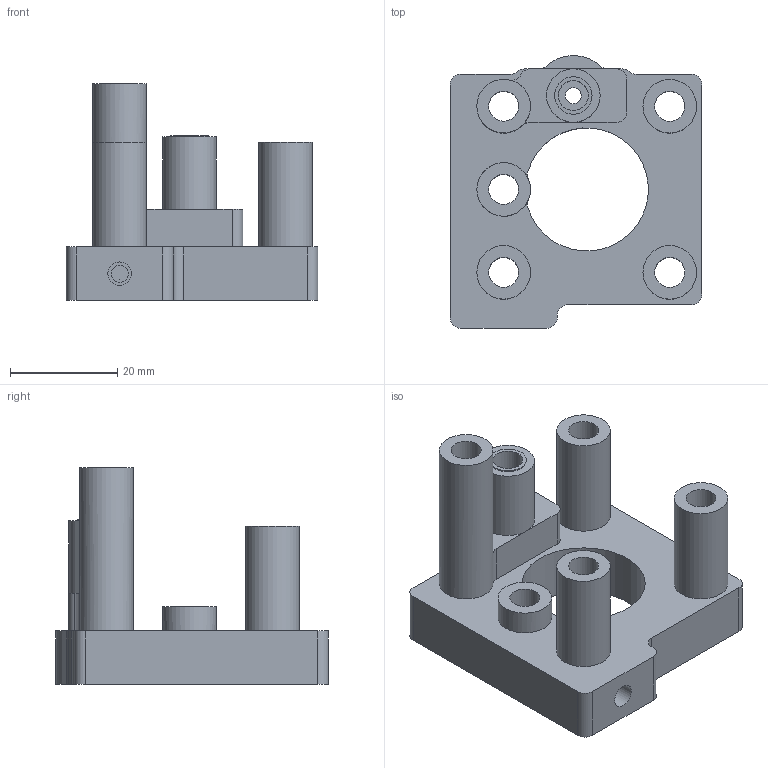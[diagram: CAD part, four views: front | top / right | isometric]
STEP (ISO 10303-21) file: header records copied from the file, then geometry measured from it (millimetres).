
FILE_DESCRIPTION(/* description */ (''),/* implementation_level */ '2;1');
FILE_NAME(/* name */ 'Bottom Left v4.step',/* time_stamp */ '2024-09-20T21:12:30+03:00',/* author */ (''),/* organization */ (''),/* preprocessor_version */ 'ST-DEVELOPER v20',/* originating_system */ 'Autodesk Translation Framework v13.14.0.145',/* authorisation */ '');
FILE_SCHEMA (('AUTOMOTIVE_DESIGN { 1 0 10303 214 3 1 1 }'));
Length unit declared in the file: millimetre
Products named in the file (1): Bottom Left
Bounding box: 47 x 50.87 x 40.5 mm (x, y, z)
Volume: 22452.6 mm3; surface area: 12600.8 mm2
Topology: 1 solids, 1 shells, 70 faces, 169 edges, 112 vertices
Faces by surface type: cylinder 41, plane 29
Full cylindrical faces by diameter (mm): 3 x1, 3.2 x1, 4.4 x1, 5.6 x6, 7 x1, 8.4 x4, 10 x6
Entity records: 2146 total; most frequent: DIRECTION 399, CARTESIAN_POINT 352, ORIENTED_EDGE 338, EDGE_CURVE 169, AXIS2_PLACEMENT_3D 159, VERTEX_POINT 112, EDGE_LOOP 95, CIRCLE 88
